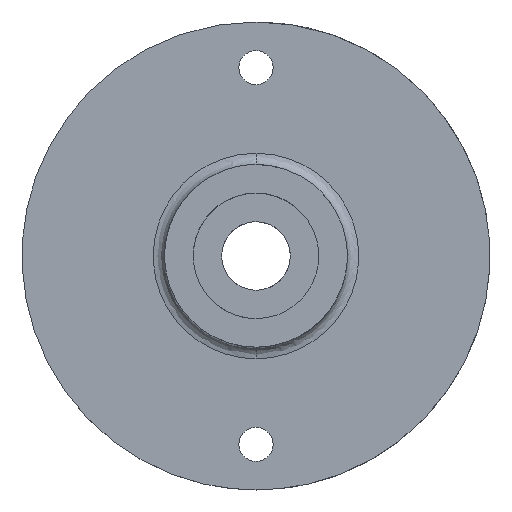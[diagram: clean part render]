
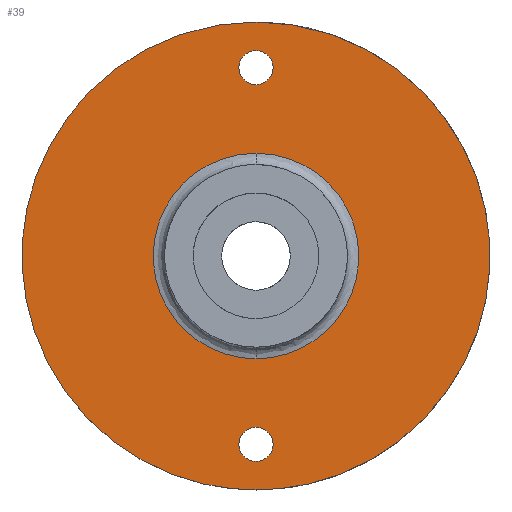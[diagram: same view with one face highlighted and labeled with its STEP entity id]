
A CAD part, top view. The second image highlights one B-rep face of the part: STEP entity #39.
In plain terms, the highlighted face is planar.
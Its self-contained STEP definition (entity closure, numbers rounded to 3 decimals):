
#22=FACE_BOUND('',#82,.T.);
#23=FACE_BOUND('',#83,.T.);
#24=FACE_BOUND('',#84,.T.);
#39=ADVANCED_FACE('',(#60,#22,#23,#24),#317,.T.);
#60=FACE_OUTER_BOUND('',#81,.T.);
#81=EDGE_LOOP('',(#135,#136));
#82=EDGE_LOOP('',(#137,#138));
#83=EDGE_LOOP('',(#139,#140));
#84=EDGE_LOOP('',(#141,#142));
#135=ORIENTED_EDGE('',*,*,#227,.T.);
#136=ORIENTED_EDGE('',*,*,#224,.F.);
#137=ORIENTED_EDGE('',*,*,#239,.T.);
#138=ORIENTED_EDGE('',*,*,#197,.F.);
#139=ORIENTED_EDGE('',*,*,#233,.F.);
#140=ORIENTED_EDGE('',*,*,#209,.F.);
#141=ORIENTED_EDGE('',*,*,#232,.T.);
#142=ORIENTED_EDGE('',*,*,#213,.F.);
#197=EDGE_CURVE('',#290,#287,#243,.T.);
#209=EDGE_CURVE('',#302,#299,#255,.T.);
#213=EDGE_CURVE('',#306,#303,#259,.T.);
#224=EDGE_CURVE('',#315,#316,#270,.T.);
#227=EDGE_CURVE('',#315,#316,#273,.T.);
#232=EDGE_CURVE('',#306,#303,#278,.T.);
#233=EDGE_CURVE('',#299,#302,#279,.T.);
#239=EDGE_CURVE('',#290,#287,#285,.T.);
#243=(
BOUNDED_CURVE()
B_SPLINE_CURVE(2,(#1089,#1090,#1091,#1092,#1093),.UNSPECIFIED.,.F.,.F.)
B_SPLINE_CURVE_WITH_KNOTS((3,2,3),(-14.137,-7.069,
0.),.UNSPECIFIED.)
CURVE()
GEOMETRIC_REPRESENTATION_ITEM()
RATIONAL_B_SPLINE_CURVE((1.,0.707,1.,0.707,1.))
REPRESENTATION_ITEM('')
);
#255=(
BOUNDED_CURVE()
B_SPLINE_CURVE(2,(#1131,#1132,#1133,#1134,#1135),.UNSPECIFIED.,.F.,.F.)
B_SPLINE_CURVE_WITH_KNOTS((3,2,3),(0.,1.178,2.356),
 .UNSPECIFIED.)
CURVE()
GEOMETRIC_REPRESENTATION_ITEM()
RATIONAL_B_SPLINE_CURVE((1.,0.707,1.,0.707,1.))
REPRESENTATION_ITEM('')
);
#259=(
BOUNDED_CURVE()
B_SPLINE_CURVE(2,(#1145,#1146,#1147,#1148,#1149),.UNSPECIFIED.,.F.,.F.)
B_SPLINE_CURVE_WITH_KNOTS((3,2,3),(0.,1.178,2.356),
 .UNSPECIFIED.)
CURVE()
GEOMETRIC_REPRESENTATION_ITEM()
RATIONAL_B_SPLINE_CURVE((1.,0.707,1.,0.707,1.))
REPRESENTATION_ITEM('')
);
#270=(
BOUNDED_CURVE()
B_SPLINE_CURVE(2,(#1185,#1186,#1187,#1188,#1189),.UNSPECIFIED.,.F.,.F.)
B_SPLINE_CURVE_WITH_KNOTS((3,2,3),(0.,16.101,32.201),
 .UNSPECIFIED.)
CURVE()
GEOMETRIC_REPRESENTATION_ITEM()
RATIONAL_B_SPLINE_CURVE((1.,0.707,1.,0.707,1.))
REPRESENTATION_ITEM('')
);
#273=(
BOUNDED_CURVE()
B_SPLINE_CURVE(2,(#1197,#1198,#1199,#1200,#1201),.UNSPECIFIED.,.F.,.F.)
B_SPLINE_CURVE_WITH_KNOTS((3,2,3),(-32.201,-16.101,
0.),.UNSPECIFIED.)
CURVE()
GEOMETRIC_REPRESENTATION_ITEM()
RATIONAL_B_SPLINE_CURVE((1.,0.707,1.,0.707,1.))
REPRESENTATION_ITEM('')
);
#278=(
BOUNDED_CURVE()
B_SPLINE_CURVE(2,(#1222,#1223,#1224,#1225,#1226),.UNSPECIFIED.,.F.,.F.)
B_SPLINE_CURVE_WITH_KNOTS((3,2,3),(-2.356,-1.178,
0.),.UNSPECIFIED.)
CURVE()
GEOMETRIC_REPRESENTATION_ITEM()
RATIONAL_B_SPLINE_CURVE((1.,0.707,1.,0.707,1.))
REPRESENTATION_ITEM('')
);
#279=(
BOUNDED_CURVE()
B_SPLINE_CURVE(2,(#1227,#1228,#1229,#1230,#1231),.UNSPECIFIED.,.F.,.F.)
B_SPLINE_CURVE_WITH_KNOTS((3,2,3),(0.,1.178,2.356),
 .UNSPECIFIED.)
CURVE()
GEOMETRIC_REPRESENTATION_ITEM()
RATIONAL_B_SPLINE_CURVE((1.,0.707,1.,0.707,1.))
REPRESENTATION_ITEM('')
);
#285=(
BOUNDED_CURVE()
B_SPLINE_CURVE(2,(#1257,#1258,#1259,#1260,#1261),.UNSPECIFIED.,.F.,.F.)
B_SPLINE_CURVE_WITH_KNOTS((3,2,3),(0.,7.069,14.137),
 .UNSPECIFIED.)
CURVE()
GEOMETRIC_REPRESENTATION_ITEM()
RATIONAL_B_SPLINE_CURVE((1.,0.707,1.,0.707,1.))
REPRESENTATION_ITEM('')
);
#287=VERTEX_POINT('',#1051);
#290=VERTEX_POINT('',#1054);
#299=VERTEX_POINT('',#1063);
#302=VERTEX_POINT('',#1066);
#303=VERTEX_POINT('',#1067);
#306=VERTEX_POINT('',#1070);
#315=VERTEX_POINT('',#1079);
#316=VERTEX_POINT('',#1080);
#317=PLANE('',#604);
#604=AXIS2_PLACEMENT_3D('',#839,#618,$);
#618=DIRECTION('',(0.,-1.,0.));
#839=CARTESIAN_POINT('',(-12.301,0.,12.301));
#1051=CARTESIAN_POINT('',(0.,0.,-4.5));
#1054=CARTESIAN_POINT('',(0.,0.,4.5));
#1063=CARTESIAN_POINT('',(0.,0.,7.5));
#1066=CARTESIAN_POINT('',(0.,0.,9.));
#1067=CARTESIAN_POINT('',(0.,0.,-9.));
#1070=CARTESIAN_POINT('',(0.,0.,-7.5));
#1079=CARTESIAN_POINT('',(0.,0.,10.25));
#1080=CARTESIAN_POINT('',(0.,0.,-10.25));
#1089=CARTESIAN_POINT('',(0.,0.,4.5));
#1090=CARTESIAN_POINT('',(-4.5,0.,4.5));
#1091=CARTESIAN_POINT('',(-4.5,0.,0.));
#1092=CARTESIAN_POINT('',(-4.5,0.,-4.5));
#1093=CARTESIAN_POINT('',(0.,0.,-4.5));
#1131=CARTESIAN_POINT('',(0.,0.,9.));
#1132=CARTESIAN_POINT('',(-0.75,0.,9.));
#1133=CARTESIAN_POINT('',(-0.75,0.,8.25));
#1134=CARTESIAN_POINT('',(-0.75,0.,7.5));
#1135=CARTESIAN_POINT('',(0.,0.,7.5));
#1145=CARTESIAN_POINT('',(0.,0.,-7.5));
#1146=CARTESIAN_POINT('',(-0.75,0.,-7.5));
#1147=CARTESIAN_POINT('',(-0.75,0.,-8.25));
#1148=CARTESIAN_POINT('',(-0.75,0.,-9.));
#1149=CARTESIAN_POINT('',(0.,0.,-9.));
#1185=CARTESIAN_POINT('',(0.,0.,10.25));
#1186=CARTESIAN_POINT('',(10.25,0.,10.25));
#1187=CARTESIAN_POINT('',(10.25,0.,0.));
#1188=CARTESIAN_POINT('',(10.25,0.,-10.25));
#1189=CARTESIAN_POINT('',(0.,0.,-10.25));
#1197=CARTESIAN_POINT('',(0.,0.,10.25));
#1198=CARTESIAN_POINT('',(-10.25,0.,10.25));
#1199=CARTESIAN_POINT('',(-10.25,0.,0.));
#1200=CARTESIAN_POINT('',(-10.25,0.,-10.25));
#1201=CARTESIAN_POINT('',(0.,0.,-10.25));
#1222=CARTESIAN_POINT('',(0.,0.,-7.5));
#1223=CARTESIAN_POINT('',(0.75,0.,-7.5));
#1224=CARTESIAN_POINT('',(0.75,0.,-8.25));
#1225=CARTESIAN_POINT('',(0.75,0.,-9.));
#1226=CARTESIAN_POINT('',(0.,0.,-9.));
#1227=CARTESIAN_POINT('',(0.,0.,7.5));
#1228=CARTESIAN_POINT('',(0.75,0.,7.5));
#1229=CARTESIAN_POINT('',(0.75,0.,8.25));
#1230=CARTESIAN_POINT('',(0.75,0.,9.));
#1231=CARTESIAN_POINT('',(0.,0.,9.));
#1257=CARTESIAN_POINT('',(0.,0.,4.5));
#1258=CARTESIAN_POINT('',(4.5,0.,4.5));
#1259=CARTESIAN_POINT('',(4.5,0.,0.));
#1260=CARTESIAN_POINT('',(4.5,0.,-4.5));
#1261=CARTESIAN_POINT('',(0.,0.,-4.5));
